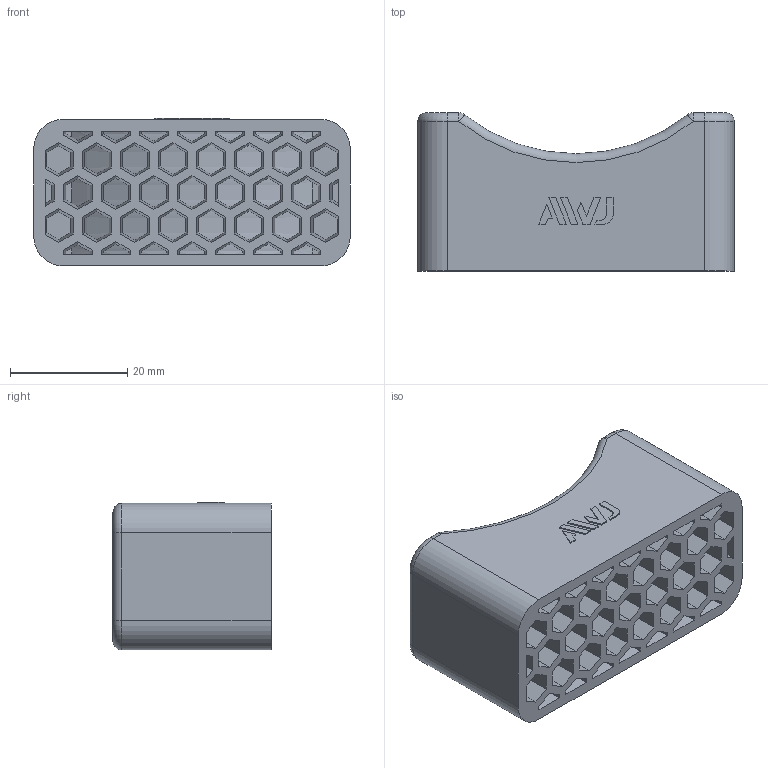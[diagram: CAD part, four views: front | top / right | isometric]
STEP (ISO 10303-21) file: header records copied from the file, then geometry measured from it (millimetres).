
FILE_DESCRIPTION( ( 'STEP AP203' ), '1' );
FILE_NAME( 'SG50・60SU.step', '2022-07-20T01:12:49', ( ' ' ), ( ' ' ), 'XStep 1.0', ' ', ' ' );
FILE_SCHEMA( ( 'CONFIG_CONTROL_DESIGN' ) );
Length unit declared in the file: millimetre
Products named in the file (1): 1
Bounding box: 54 x 27 x 25.2 mm (x, y, z)
Volume: 20702.3 mm3; surface area: 17151.2 mm2
Topology: 1 solids, 1 shells, 328 faces, 830 edges, 544 vertices
Faces by surface type: plane 270, cylinder 48, torus 6, sphere 4
Entity records: 9792 total; most frequent: CARTESIAN_POINT 1699, ORIENTED_EDGE 1652, DIRECTION 1642, EDGE_CURVE 826, LINE 668, VECTOR 668, VERTEX_POINT 544, AXIS2_PLACEMENT_3D 487
